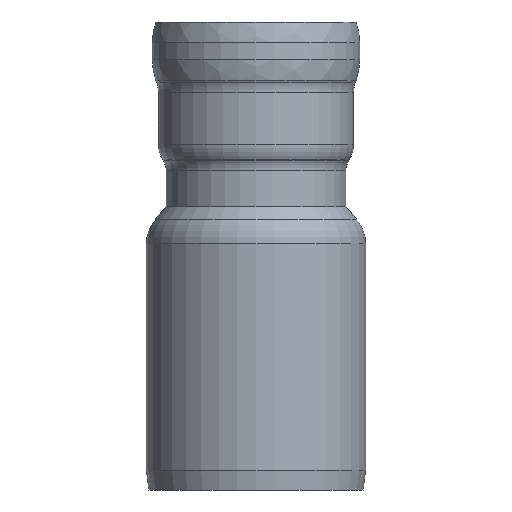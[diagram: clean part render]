
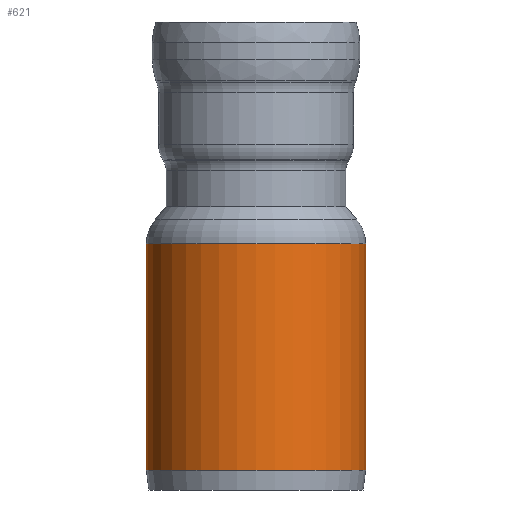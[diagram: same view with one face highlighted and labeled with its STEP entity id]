
A CAD part, front view. The second image highlights one B-rep face of the part: STEP entity #621.
In plain terms, the highlighted cylindrical face has radius 445 mm (diameter 890 mm), a full revolution.
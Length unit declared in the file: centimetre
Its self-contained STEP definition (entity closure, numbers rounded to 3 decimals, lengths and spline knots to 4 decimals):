
#41=CYLINDRICAL_SURFACE('',#720,44.5);
#56=LINE('',#1246,#76);
#76=VECTOR('',#934,44.5);
#119=FACE_OUTER_BOUND('',#154,.T.);
#154=EDGE_LOOP('',(#544,#545,#546,#547,#548,#549));
#225=CIRCLE('',#718,44.5);
#226=CIRCLE('',#719,44.5);
#227=CIRCLE('',#721,44.5);
#228=CIRCLE('',#722,44.5);
#289=VERTEX_POINT('',#1239);
#290=VERTEX_POINT('',#1241);
#291=VERTEX_POINT('',#1245);
#292=VERTEX_POINT('',#1247);
#376=EDGE_CURVE('',#289,#290,#225,.T.);
#377=EDGE_CURVE('',#290,#289,#226,.T.);
#378=EDGE_CURVE('',#290,#291,#56,.T.);
#379=EDGE_CURVE('',#291,#292,#227,.T.);
#380=EDGE_CURVE('',#292,#291,#228,.T.);
#544=ORIENTED_EDGE('',*,*,#377,.F.);
#545=ORIENTED_EDGE('',*,*,#378,.T.);
#546=ORIENTED_EDGE('',*,*,#379,.T.);
#547=ORIENTED_EDGE('',*,*,#380,.T.);
#548=ORIENTED_EDGE('',*,*,#378,.F.);
#549=ORIENTED_EDGE('',*,*,#376,.F.);
#621=ADVANCED_FACE('',(#119),#41,.T.);
#718=AXIS2_PLACEMENT_3D('',#1242,#928,#929);
#719=AXIS2_PLACEMENT_3D('',#1243,#930,#931);
#720=AXIS2_PLACEMENT_3D('',#1244,#932,#933);
#721=AXIS2_PLACEMENT_3D('',#1248,#935,#936);
#722=AXIS2_PLACEMENT_3D('',#1249,#937,#938);
#928=DIRECTION('center_axis',(0.,0.,-1.));
#929=DIRECTION('ref_axis',(-1.,0.,0.));
#930=DIRECTION('center_axis',(0.,0.,-1.));
#931=DIRECTION('ref_axis',(-1.,0.,0.));
#932=DIRECTION('center_axis',(0.,0.,-1.));
#933=DIRECTION('ref_axis',(1.,0.,0.));
#934=DIRECTION('',(0.,0.,1.));
#935=DIRECTION('center_axis',(0.,0.,-1.));
#936=DIRECTION('ref_axis',(1.,0.,0.));
#937=DIRECTION('center_axis',(0.,0.,-1.));
#938=DIRECTION('ref_axis',(1.,0.,0.));
#1239=CARTESIAN_POINT('',(0.,-44.5,8.0623));
#1241=CARTESIAN_POINT('',(-44.5,0.,8.0623));
#1242=CARTESIAN_POINT('Origin',(0.,0.,
8.0623));
#1243=CARTESIAN_POINT('Origin',(0.,0.,
8.0623));
#1244=CARTESIAN_POINT('Origin',(0.,0.,
54.));
#1245=CARTESIAN_POINT('',(-44.5,0.,100.));
#1246=CARTESIAN_POINT('',(-44.5,0.,54.));
#1247=CARTESIAN_POINT('',(0.,-44.5,100.));
#1248=CARTESIAN_POINT('Origin',(0.,0.,
100.));
#1249=CARTESIAN_POINT('Origin',(0.,0.,
100.));
